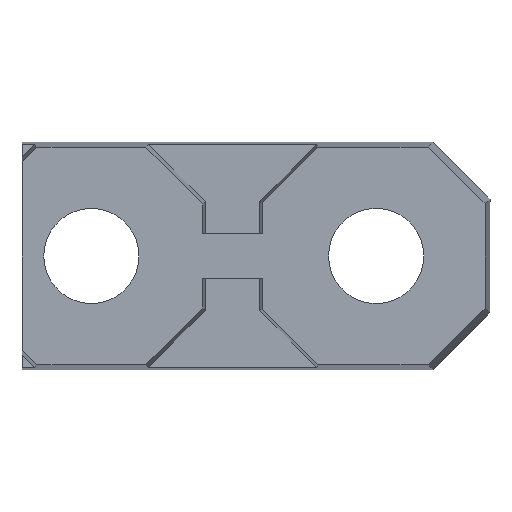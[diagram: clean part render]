
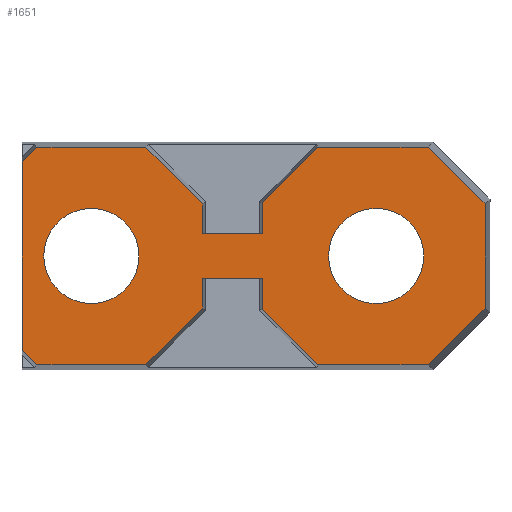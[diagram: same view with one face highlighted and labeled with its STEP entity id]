
A CAD part, left-side view. The second image highlights one B-rep face of the part: STEP entity #1651.
In plain terms, the highlighted planar face has unit normal (-1, 0, 0).
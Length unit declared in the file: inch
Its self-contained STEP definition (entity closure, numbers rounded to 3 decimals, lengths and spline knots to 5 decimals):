
#64=FACE_BOUND('',#191,.T.);
#65=FACE_BOUND('',#192,.T.);
#77=CIRCLE('',#1759,0.0835);
#78=CIRCLE('',#1760,0.0835);
#79=CIRCLE('',#1761,0.0835);
#80=CIRCLE('',#1762,0.0835);
#103=FACE_OUTER_BOUND('',#190,.T.);
#190=EDGE_LOOP('',(#1040,#1041,#1042,#1043,#1044,#1045,#1046,#1047,#1048,
#1049,#1050,#1051,#1052,#1053,#1054,#1055,#1056,#1057,#1058,#1059));
#191=EDGE_LOOP('',(#1060,#1061));
#192=EDGE_LOOP('',(#1062,#1063));
#295=LINE('',#2332,#471);
#296=LINE('',#2335,#472);
#299=LINE('',#2341,#475);
#300=LINE('',#2343,#476);
#301=LINE('',#2345,#477);
#302=LINE('',#2347,#478);
#303=LINE('',#2349,#479);
#304=LINE('',#2351,#480);
#305=LINE('',#2353,#481);
#306=LINE('',#2355,#482);
#307=LINE('',#2357,#483);
#308=LINE('',#2359,#484);
#309=LINE('',#2361,#485);
#310=LINE('',#2363,#486);
#311=LINE('',#2365,#487);
#312=LINE('',#2367,#488);
#313=LINE('',#2369,#489);
#314=LINE('',#2371,#490);
#315=LINE('',#2373,#491);
#316=LINE('',#2374,#492);
#471=VECTOR('',#1894,0.3937);
#472=VECTOR('',#1897,0.14134);
#475=VECTOR('',#1902,0.14134);
#476=VECTOR('',#1903,0.1914);
#477=VECTOR('',#1904,0.14134);
#478=VECTOR('',#1905,0.05196);
#479=VECTOR('',#1906,0.10435);
#480=VECTOR('',#1907,0.05452);
#481=VECTOR('',#1908,0.13772);
#482=VECTOR('',#1909,0.19396);
#483=VECTOR('',#1910,0.14134);
#484=VECTOR('',#1911,0.18266);
#485=VECTOR('',#1912,0.14134);
#486=VECTOR('',#1913,0.19396);
#487=VECTOR('',#1914,0.13772);
#488=VECTOR('',#1915,0.05452);
#489=VECTOR('',#1916,0.10435);
#490=VECTOR('',#1917,0.05196);
#491=VECTOR('',#1918,0.14134);
#492=VECTOR('',#1919,0.1914);
#641=VERTEX_POINT('',#2318);
#647=VERTEX_POINT('',#2330);
#648=VERTEX_POINT('',#2334);
#650=VERTEX_POINT('',#2340);
#651=VERTEX_POINT('',#2342);
#652=VERTEX_POINT('',#2344);
#653=VERTEX_POINT('',#2346);
#654=VERTEX_POINT('',#2348);
#655=VERTEX_POINT('',#2350);
#656=VERTEX_POINT('',#2352);
#657=VERTEX_POINT('',#2354);
#658=VERTEX_POINT('',#2356);
#659=VERTEX_POINT('',#2358);
#660=VERTEX_POINT('',#2360);
#661=VERTEX_POINT('',#2362);
#662=VERTEX_POINT('',#2364);
#663=VERTEX_POINT('',#2366);
#664=VERTEX_POINT('',#2368);
#665=VERTEX_POINT('',#2370);
#666=VERTEX_POINT('',#2372);
#667=VERTEX_POINT('',#2375);
#668=VERTEX_POINT('',#2376);
#669=VERTEX_POINT('',#2379);
#670=VERTEX_POINT('',#2380);
#803=EDGE_CURVE('',#641,#647,#295,.T.);
#804=EDGE_CURVE('',#648,#641,#296,.T.);
#807=EDGE_CURVE('',#647,#650,#299,.T.);
#808=EDGE_CURVE('',#650,#651,#300,.T.);
#809=EDGE_CURVE('',#651,#652,#301,.T.);
#810=EDGE_CURVE('',#653,#652,#302,.T.);
#811=EDGE_CURVE('',#653,#654,#303,.T.);
#812=EDGE_CURVE('',#655,#654,#304,.T.);
#813=EDGE_CURVE('',#655,#656,#305,.T.);
#814=EDGE_CURVE('',#656,#657,#306,.T.);
#815=EDGE_CURVE('',#657,#658,#307,.T.);
#816=EDGE_CURVE('',#658,#659,#308,.T.);
#817=EDGE_CURVE('',#659,#660,#309,.T.);
#818=EDGE_CURVE('',#660,#661,#310,.T.);
#819=EDGE_CURVE('',#661,#662,#311,.T.);
#820=EDGE_CURVE('',#663,#662,#312,.T.);
#821=EDGE_CURVE('',#663,#664,#313,.T.);
#822=EDGE_CURVE('',#665,#664,#314,.T.);
#823=EDGE_CURVE('',#665,#666,#315,.T.);
#824=EDGE_CURVE('',#666,#648,#316,.T.);
#825=EDGE_CURVE('',#667,#668,#77,.T.);
#826=EDGE_CURVE('',#668,#667,#78,.T.);
#827=EDGE_CURVE('',#669,#670,#79,.T.);
#828=EDGE_CURVE('',#670,#669,#80,.T.);
#1040=ORIENTED_EDGE('',*,*,#803,.T.);
#1041=ORIENTED_EDGE('',*,*,#807,.T.);
#1042=ORIENTED_EDGE('',*,*,#808,.T.);
#1043=ORIENTED_EDGE('',*,*,#809,.T.);
#1044=ORIENTED_EDGE('',*,*,#810,.F.);
#1045=ORIENTED_EDGE('',*,*,#811,.T.);
#1046=ORIENTED_EDGE('',*,*,#812,.F.);
#1047=ORIENTED_EDGE('',*,*,#813,.T.);
#1048=ORIENTED_EDGE('',*,*,#814,.T.);
#1049=ORIENTED_EDGE('',*,*,#815,.T.);
#1050=ORIENTED_EDGE('',*,*,#816,.T.);
#1051=ORIENTED_EDGE('',*,*,#817,.T.);
#1052=ORIENTED_EDGE('',*,*,#818,.T.);
#1053=ORIENTED_EDGE('',*,*,#819,.T.);
#1054=ORIENTED_EDGE('',*,*,#820,.F.);
#1055=ORIENTED_EDGE('',*,*,#821,.T.);
#1056=ORIENTED_EDGE('',*,*,#822,.F.);
#1057=ORIENTED_EDGE('',*,*,#823,.T.);
#1058=ORIENTED_EDGE('',*,*,#824,.T.);
#1059=ORIENTED_EDGE('',*,*,#804,.T.);
#1060=ORIENTED_EDGE('',*,*,#825,.T.);
#1061=ORIENTED_EDGE('',*,*,#826,.T.);
#1062=ORIENTED_EDGE('',*,*,#827,.T.);
#1063=ORIENTED_EDGE('',*,*,#828,.T.);
#1494=PLANE('',#1758);
#1651=ADVANCED_FACE('',(#103,#64,#65),#1494,.T.);
#1758=AXIS2_PLACEMENT_3D('',#2339,#1900,#1901);
#1759=AXIS2_PLACEMENT_3D('',#2377,#1920,#1921);
#1760=AXIS2_PLACEMENT_3D('',#2378,#1922,#1923);
#1761=AXIS2_PLACEMENT_3D('',#2381,#1924,#1925);
#1762=AXIS2_PLACEMENT_3D('',#2382,#1926,#1927);
#1894=DIRECTION('',(0.,0.,-1.));
#1897=DIRECTION('',(0.,0.707,-0.707));
#1900=DIRECTION('center_axis',(-1.,0.,0.));
#1901=DIRECTION('ref_axis',(0.,0.,1.));
#1902=DIRECTION('',(0.,-0.707,-0.707));
#1903=DIRECTION('',(0.,-1.,0.));
#1904=DIRECTION('',(0.,-0.707,0.707));
#1905=DIRECTION('',(0.,0.,-1.));
#1906=DIRECTION('',(0.,-1.,0.));
#1907=DIRECTION('',(0.,0.,1.));
#1908=DIRECTION('',(0.,-0.707,-0.707));
#1909=DIRECTION('',(0.,-1.,0.));
#1910=DIRECTION('',(0.,-0.707,0.707));
#1911=DIRECTION('',(0.,0.,1.));
#1912=DIRECTION('',(0.,0.707,0.707));
#1913=DIRECTION('',(0.,1.,0.));
#1914=DIRECTION('',(0.,0.707,-0.707));
#1915=DIRECTION('',(0.,0.,1.));
#1916=DIRECTION('',(0.,1.,0.));
#1917=DIRECTION('',(0.,0.,-1.));
#1918=DIRECTION('',(0.,0.707,0.707));
#1919=DIRECTION('',(0.,1.,0.));
#1920=DIRECTION('center_axis',(1.,0.,0.));
#1921=DIRECTION('ref_axis',(0.,0.,1.));
#1922=DIRECTION('center_axis',(1.,0.,0.));
#1923=DIRECTION('ref_axis',(0.,0.,1.));
#1924=DIRECTION('center_axis',(1.,0.,0.));
#1925=DIRECTION('ref_axis',(0.,0.,-1.));
#1926=DIRECTION('center_axis',(1.,0.,0.));
#1927=DIRECTION('ref_axis',(0.,0.,-1.));
#2318=CARTESIAN_POINT('',(3.253,1.16181,-0.33484));
#2330=CARTESIAN_POINT('',(3.253,1.16181,-0.66516));
#2332=CARTESIAN_POINT('',(3.253,1.16181,-0.49773));
#2334=CARTESIAN_POINT('',(3.253,1.1357,-0.30873));
#2335=CARTESIAN_POINT('',(3.253,1.1357,-0.30873));
#2339=CARTESIAN_POINT('Origin',(3.253,1.28001,-0.73477));
#2340=CARTESIAN_POINT('',(3.253,1.1357,-0.69127));
#2341=CARTESIAN_POINT('',(3.253,1.23564,-0.59133));
#2342=CARTESIAN_POINT('',(3.253,0.9443,-0.69127));
#2343=CARTESIAN_POINT('',(3.253,1.1357,-0.69127));
#2344=CARTESIAN_POINT('',(3.253,0.84436,-0.59133));
#2345=CARTESIAN_POINT('',(3.253,0.9443,-0.69127));
#2346=CARTESIAN_POINT('',(3.253,0.84436,-0.53937));
#2347=CARTESIAN_POINT('',(3.253,0.84436,-0.53937));
#2348=CARTESIAN_POINT('',(3.253,0.74001,-0.53937));
#2349=CARTESIAN_POINT('',(3.253,0.84436,-0.53937));
#2350=CARTESIAN_POINT('',(3.253,0.74001,-0.59389));
#2351=CARTESIAN_POINT('',(3.253,0.74001,-0.59389));
#2352=CARTESIAN_POINT('',(3.253,0.64263,-0.69127));
#2353=CARTESIAN_POINT('',(3.253,0.74001,-0.59389));
#2354=CARTESIAN_POINT('',(3.253,0.44867,-0.69127));
#2355=CARTESIAN_POINT('',(3.253,0.64263,-0.69127));
#2356=CARTESIAN_POINT('',(3.253,0.34873,-0.59133));
#2357=CARTESIAN_POINT('',(3.253,0.44867,-0.69127));
#2358=CARTESIAN_POINT('',(3.253,0.34873,-0.40867));
#2359=CARTESIAN_POINT('',(3.253,0.34873,-0.59133));
#2360=CARTESIAN_POINT('',(3.253,0.44867,-0.30873));
#2361=CARTESIAN_POINT('',(3.253,0.34873,-0.40867));
#2362=CARTESIAN_POINT('',(3.253,0.64263,-0.30873));
#2363=CARTESIAN_POINT('',(3.253,0.44867,-0.30873));
#2364=CARTESIAN_POINT('',(3.253,0.74001,-0.40611));
#2365=CARTESIAN_POINT('',(3.253,0.64263,-0.30873));
#2366=CARTESIAN_POINT('',(3.253,0.74001,-0.46063));
#2367=CARTESIAN_POINT('',(3.253,0.74001,-0.46063));
#2368=CARTESIAN_POINT('',(3.253,0.84436,-0.46063));
#2369=CARTESIAN_POINT('',(3.253,0.74001,-0.46063));
#2370=CARTESIAN_POINT('',(3.253,0.84436,-0.40867));
#2371=CARTESIAN_POINT('',(3.253,0.84436,-0.40867));
#2372=CARTESIAN_POINT('',(3.253,0.9443,-0.30873));
#2373=CARTESIAN_POINT('',(3.253,0.84436,-0.40867));
#2374=CARTESIAN_POINT('',(3.253,0.9443,-0.30873));
#2375=CARTESIAN_POINT('',(3.253,1.04,-0.4165));
#2376=CARTESIAN_POINT('',(3.253,1.04,-0.5835));
#2377=CARTESIAN_POINT('Origin',(3.253,1.04,-0.5));
#2378=CARTESIAN_POINT('Origin',(3.253,1.04,-0.5));
#2379=CARTESIAN_POINT('',(3.253,0.54,-0.5835));
#2380=CARTESIAN_POINT('',(3.253,0.54,-0.4165));
#2381=CARTESIAN_POINT('Origin',(3.253,0.54,-0.5));
#2382=CARTESIAN_POINT('Origin',(3.253,0.54,-0.5));
